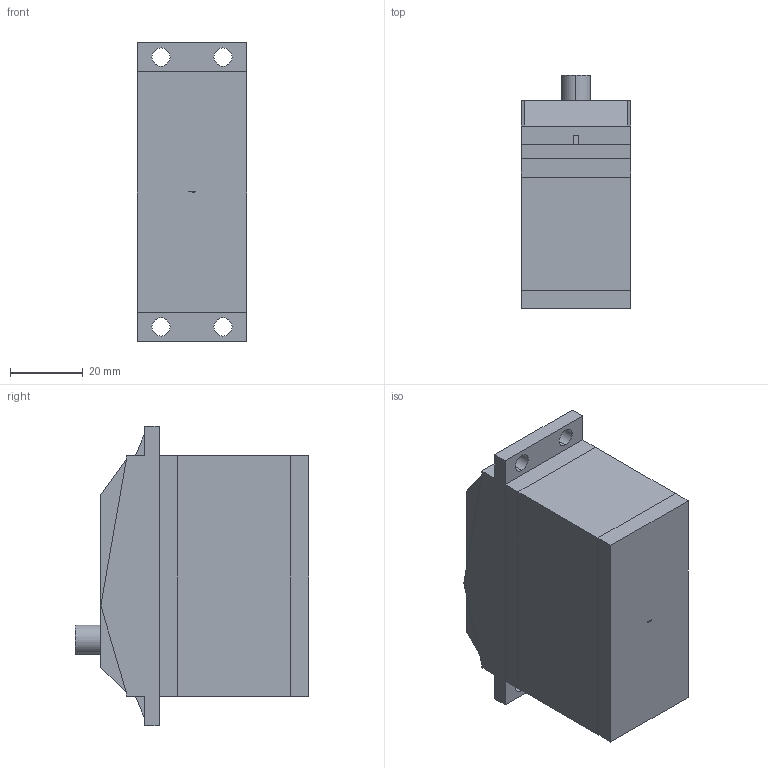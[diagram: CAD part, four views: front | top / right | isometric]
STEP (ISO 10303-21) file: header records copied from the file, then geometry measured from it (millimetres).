
FILE_DESCRIPTION (( 'STEP AP214' ), '1' );
FILE_NAME ('ft6560m 60kg.cm.STEP', '2021-12-15T13:01:31', ( '' ), ( '' ), 'SwSTEP 2.0', 'SolidWorks 2021', '' );
FILE_SCHEMA (( 'AUTOMOTIVE_DESIGN' ));
Length unit declared in the file: millimetre
Products named in the file (1): ft6560m 60kg.cm
Bounding box: 30 x 64 x 82 mm (x, y, z)
Volume: 112247 mm3; surface area: 20000.7 mm2
Topology: 3 solids, 3 shells, 196 faces, 667 edges, 513 vertices
Faces by surface type: plane 134, bspline 50, cylinder 12
Entity records: 11402 total; most frequent: CARTESIAN_POINT 5589, ORIENTED_EDGE 1334, DIRECTION 772, EDGE_CURVE 667, VERTEX_POINT 513, LINE 430, VECTOR 430, EDGE_LOOP 242
